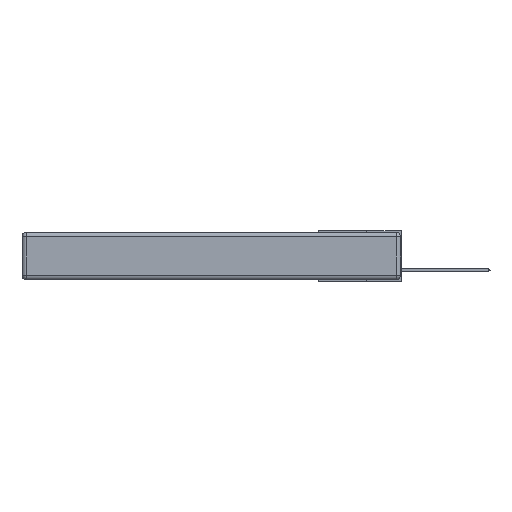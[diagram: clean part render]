
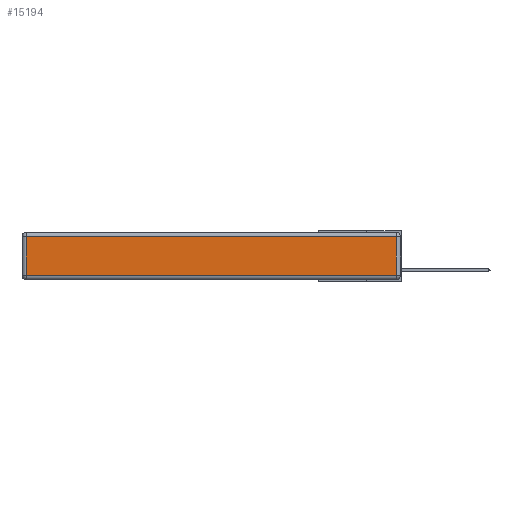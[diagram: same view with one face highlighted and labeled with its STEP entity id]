
A CAD part, left-side view. The second image highlights one B-rep face of the part: STEP entity #15194.
In plain terms, the highlighted planar face has unit normal (-1, 0, 0).
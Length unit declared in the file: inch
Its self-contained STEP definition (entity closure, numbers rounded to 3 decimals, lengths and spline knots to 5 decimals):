
#1655 = CARTESIAN_POINT ( 'NONE',  ( 0., 2.75, -0.03 ) ) ;
#2047 = ORIENTED_EDGE ( 'NONE', *, *, #12864, .T. ) ;
#2102 = VECTOR ( 'NONE', #11252, 39.37008 ) ;
#2664 = PLANE ( 'NONE',  #15876 ) ;
#3674 = ORIENTED_EDGE ( 'NONE', *, *, #10102, .T. ) ;
#3968 = FACE_OUTER_BOUND ( 'NONE', #7248, .T. ) ;
#4062 = VECTOR ( 'NONE', #19101, 39.37008 ) ;
#4172 = CARTESIAN_POINT ( 'NONE',  ( 0., 2.72, -0.313 ) ) ;
#4432 = LINE ( 'NONE', #17395, #8807 ) ;
#5580 = LINE ( 'NONE', #9077, #16665 ) ;
#6210 = CARTESIAN_POINT ( 'NONE',  ( 0., 0.03, -0.343 ) ) ;
#6783 = EDGE_CURVE ( 'NONE', #12279, #10948, #5580, .T. ) ;
#7248 = EDGE_LOOP ( 'NONE', ( #15597, #2047, #3674, #23452 ) ) ;
#8466 = VERTEX_POINT ( 'NONE', #14060 ) ;
#8807 = VECTOR ( 'NONE', #19100, 39.37008 ) ;
#9022 = EDGE_CURVE ( 'NONE', #8466, #12279, #4432, .T. ) ;
#9077 = CARTESIAN_POINT ( 'NONE',  ( 0., 0., -0.313 ) ) ;
#10102 = EDGE_CURVE ( 'NONE', #17206, #8466, #11971, .T. ) ;
#10948 = VERTEX_POINT ( 'NONE', #22433 ) ;
#11252 = DIRECTION ( 'NONE',  ( 0., 1., 0. ) ) ;
#11869 = DIRECTION ( 'NONE',  ( 0., 0., 1. ) ) ;
#11941 = LINE ( 'NONE', #6210, #4062 ) ;
#11971 = LINE ( 'NONE', #1655, #2102 ) ;
#12279 = VERTEX_POINT ( 'NONE', #4172 ) ;
#12864 = EDGE_CURVE ( 'NONE', #10948, #17206, #11941, .T. ) ;
#13675 = CARTESIAN_POINT ( 'NONE',  ( 0., 0., -0.343 ) ) ;
#14060 = CARTESIAN_POINT ( 'NONE',  ( 0., 2.72, -0.03 ) ) ;
#15194 = ADVANCED_FACE ( 'NONE', ( #3968 ), #2664, .T. ) ;
#15597 = ORIENTED_EDGE ( 'NONE', *, *, #6783, .T. ) ;
#15876 = AXIS2_PLACEMENT_3D ( 'NONE', #13675, #17441, #11869 ) ;
#16665 = VECTOR ( 'NONE', #22176, 39.37008 ) ;
#17206 = VERTEX_POINT ( 'NONE', #18647 ) ;
#17395 = CARTESIAN_POINT ( 'NONE',  ( 0., 2.72, -0.343 ) ) ;
#17441 = DIRECTION ( 'NONE',  ( -1., 0., 0. ) ) ;
#18647 = CARTESIAN_POINT ( 'NONE',  ( 0., 0.03, -0.03 ) ) ;
#19100 = DIRECTION ( 'NONE',  ( 0., 0., -1. ) ) ;
#19101 = DIRECTION ( 'NONE',  ( 0., 0., 1. ) ) ;
#22176 = DIRECTION ( 'NONE',  ( 0., -1., 0. ) ) ;
#22433 = CARTESIAN_POINT ( 'NONE',  ( 0., 0.03, -0.313 ) ) ;
#23452 = ORIENTED_EDGE ( 'NONE', *, *, #9022, .T. ) ;
